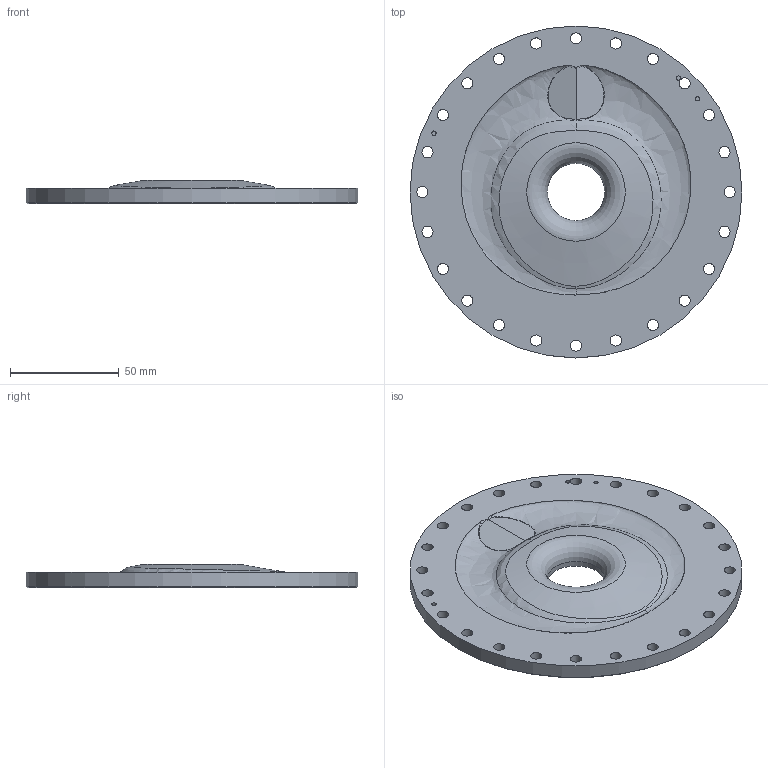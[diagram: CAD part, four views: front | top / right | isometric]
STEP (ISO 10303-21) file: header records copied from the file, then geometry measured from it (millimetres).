
FILE_DESCRIPTION(/* description */ (''),/* implementation_level */ '2;1');
FILE_NAME(/* name */ 'lower_half.stp',/* time_stamp */ '2025-11-18T18:01:28-05:00',/* author */ (''),/* organization */ (''),/* preprocessor_version */ 'ST-DEVELOPER v18.102',/* originating_system */ 'SIEMENS PLM Software NX 2027',/* authorisation */ '');
FILE_SCHEMA (('AUTOMOTIVE_DESIGN { 1 0 10303 214 3 1 1 1 }'));
Length unit declared in the file: inch
Products named in the file (1): A_objects
Bounding box: 152.4 x 152.4 x 10.67 mm (x, y, z)
Volume: 105318.1 mm3; surface area: 44107.4 mm2
Topology: 1 solids, 1 shells, 55 faces, 156 edges, 109 vertices
Faces by surface type: cylinder 31, plane 10, bspline 8, cone 3, torus 2, revolution 1
Full cylindrical faces by diameter (mm): 2 x3, 5.105 x24, 26.273 x1, 125.552 x1, 131.902 x1, 152.4 x1
Entity records: 2682 total; most frequent: CARTESIAN_POINT 1439, DIRECTION 232, ORIENTED_EDGE 186, EDGE_LOOP 148, FACE_BOUND 135, AXIS2_PLACEMENT_3D 115, EDGE_CURVE 93, VERTEX_POINT 83
